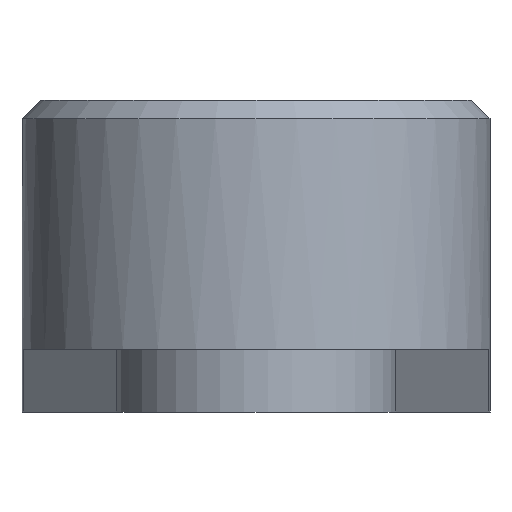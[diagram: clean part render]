
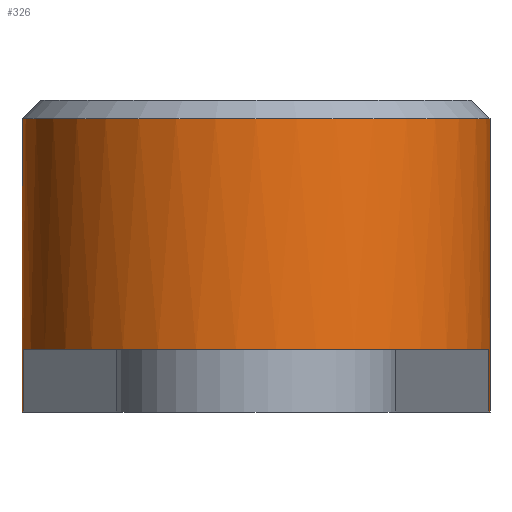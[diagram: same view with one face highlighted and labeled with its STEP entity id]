
A CAD part, front view. The second image highlights one B-rep face of the part: STEP entity #326.
In plain terms, the highlighted cylindrical face has radius 3.75 mm (diameter 7.5 mm), a partial arc.
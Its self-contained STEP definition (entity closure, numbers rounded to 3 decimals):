
#61 = CARTESIAN_POINT ( 'NONE',  ( 3.731, -0.375, 1. ) ) ;
#90 = EDGE_CURVE ( 'NONE', #2003, #6080, #4361, .T. ) ;
#173 = DIRECTION ( 'NONE',  ( 0., 0., -1. ) ) ;
#182 = CARTESIAN_POINT ( 'NONE',  ( 3.731, -0.375, 0. ) ) ;
#221 = AXIS2_PLACEMENT_3D ( 'NONE', #3799, #173, #2703 ) ;
#326 = ADVANCED_FACE ( 'NONE', ( #1061 ), #5627, .T. ) ;
#389 = EDGE_CURVE ( 'NONE', #2373, #6131, #5698, .T. ) ;
#429 = CIRCLE ( 'NONE', #5506, 3.75 ) ;
#451 = CARTESIAN_POINT ( 'NONE',  ( 0., 0., 0. ) ) ;
#512 = VECTOR ( 'NONE', #5587, 1000. ) ;
#517 = DIRECTION ( 'NONE',  ( 0., 0., -1. ) ) ;
#523 = VERTEX_POINT ( 'NONE', #2937 ) ;
#613 = CARTESIAN_POINT ( 'NONE',  ( 0., 0., 1. ) ) ;
#628 = EDGE_CURVE ( 'NONE', #2185, #523, #4037, .T. ) ;
#658 = ORIENTED_EDGE ( 'NONE', *, *, #628, .F. ) ;
#1061 = FACE_OUTER_BOUND ( 'NONE', #6150, .T. ) ;
#1142 = EDGE_CURVE ( 'NONE', #2003, #2185, #6573, .T. ) ;
#1468 = EDGE_CURVE ( 'NONE', #4570, #2373, #2490, .T. ) ;
#1579 = AXIS2_PLACEMENT_3D ( 'NONE', #613, #6216, #3164 ) ;
#1674 = ORIENTED_EDGE ( 'NONE', *, *, #1142, .F. ) ;
#1688 = CIRCLE ( 'NONE', #2882, 3.75 ) ;
#1901 = CARTESIAN_POINT ( 'NONE',  ( 3.75, 0., 4.7 ) ) ;
#2003 = VERTEX_POINT ( 'NONE', #61 ) ;
#2038 = ORIENTED_EDGE ( 'NONE', *, *, #90, .T. ) ;
#2050 = DIRECTION ( 'NONE',  ( 0., 0., 1. ) ) ;
#2055 = DIRECTION ( 'NONE',  ( 1., 0., 0. ) ) ;
#2105 = VECTOR ( 'NONE', #4852, 1000. ) ;
#2125 = ORIENTED_EDGE ( 'NONE', *, *, #6277, .F. ) ;
#2154 = ORIENTED_EDGE ( 'NONE', *, *, #1468, .T. ) ;
#2185 = VERTEX_POINT ( 'NONE', #2197 ) ;
#2197 = CARTESIAN_POINT ( 'NONE',  ( -3.731, -0.375, 1. ) ) ;
#2373 = VERTEX_POINT ( 'NONE', #3533 ) ;
#2490 = CIRCLE ( 'NONE', #221, 3.75 ) ;
#2563 = CARTESIAN_POINT ( 'NONE',  ( 0., 0., 1. ) ) ;
#2568 = DIRECTION ( 'NONE',  ( 0., 0., 1. ) ) ;
#2619 = CARTESIAN_POINT ( 'NONE',  ( 0., 0., 0. ) ) ;
#2703 = DIRECTION ( 'NONE',  ( 1., 0., 0. ) ) ;
#2882 = AXIS2_PLACEMENT_3D ( 'NONE', #2619, #2568, #6210 ) ;
#2937 = CARTESIAN_POINT ( 'NONE',  ( -3.731, -0.375, 0. ) ) ;
#3164 = DIRECTION ( 'NONE',  ( -1., 0., 0. ) ) ;
#3533 = CARTESIAN_POINT ( 'NONE',  ( -3.75, 0., 4.7 ) ) ;
#3700 = VECTOR ( 'NONE', #4337, 1000. ) ;
#3790 = CARTESIAN_POINT ( 'NONE',  ( -3.75, 0., 1. ) ) ;
#3799 = CARTESIAN_POINT ( 'NONE',  ( 0., 0., 4.7 ) ) ;
#3842 = ORIENTED_EDGE ( 'NONE', *, *, #5228, .T. ) ;
#4024 = CARTESIAN_POINT ( 'NONE',  ( 3.731, -0.375, 1. ) ) ;
#4037 = LINE ( 'NONE', #6066, #4994 ) ;
#4337 = DIRECTION ( 'NONE',  ( 0., 0., -1. ) ) ;
#4338 = ORIENTED_EDGE ( 'NONE', *, *, #4781, .T. ) ;
#4361 = LINE ( 'NONE', #4024, #512 ) ;
#4570 = VERTEX_POINT ( 'NONE', #1901 ) ;
#4598 = DIRECTION ( 'NONE',  ( 1., 0., 0. ) ) ;
#4781 = EDGE_CURVE ( 'NONE', #6080, #6469, #1688, .T. ) ;
#4852 = DIRECTION ( 'NONE',  ( 0., 0., -1. ) ) ;
#4953 = DIRECTION ( 'NONE',  ( 0., 0., -1. ) ) ;
#4994 = VECTOR ( 'NONE', #517, 1000. ) ;
#5228 = EDGE_CURVE ( 'NONE', #6131, #523, #429, .T. ) ;
#5317 = CARTESIAN_POINT ( 'NONE',  ( 3.75, 0., 1. ) ) ;
#5402 = CARTESIAN_POINT ( 'NONE',  ( 3.75, 0., 0. ) ) ;
#5506 = AXIS2_PLACEMENT_3D ( 'NONE', #451, #2050, #4598 ) ;
#5532 = AXIS2_PLACEMENT_3D ( 'NONE', #2563, #4953, #2055 ) ;
#5533 = LINE ( 'NONE', #5317, #3700 ) ;
#5587 = DIRECTION ( 'NONE',  ( 0., 0., -1. ) ) ;
#5627 = CYLINDRICAL_SURFACE ( 'NONE', #1579, 3.75 ) ;
#5698 = LINE ( 'NONE', #3790, #2105 ) ;
#6066 = CARTESIAN_POINT ( 'NONE',  ( -3.731, -0.375, 1. ) ) ;
#6080 = VERTEX_POINT ( 'NONE', #182 ) ;
#6131 = VERTEX_POINT ( 'NONE', #6577 ) ;
#6150 = EDGE_LOOP ( 'NONE', ( #2125, #2154, #6625, #3842, #658, #1674, #2038, #4338 ) ) ;
#6210 = DIRECTION ( 'NONE',  ( 1., 0., 0. ) ) ;
#6216 = DIRECTION ( 'NONE',  ( 0., 0., -1. ) ) ;
#6277 = EDGE_CURVE ( 'NONE', #4570, #6469, #5533, .T. ) ;
#6469 = VERTEX_POINT ( 'NONE', #5402 ) ;
#6573 = CIRCLE ( 'NONE', #5532, 3.75 ) ;
#6577 = CARTESIAN_POINT ( 'NONE',  ( -3.75, 0., 0. ) ) ;
#6625 = ORIENTED_EDGE ( 'NONE', *, *, #389, .T. ) ;
